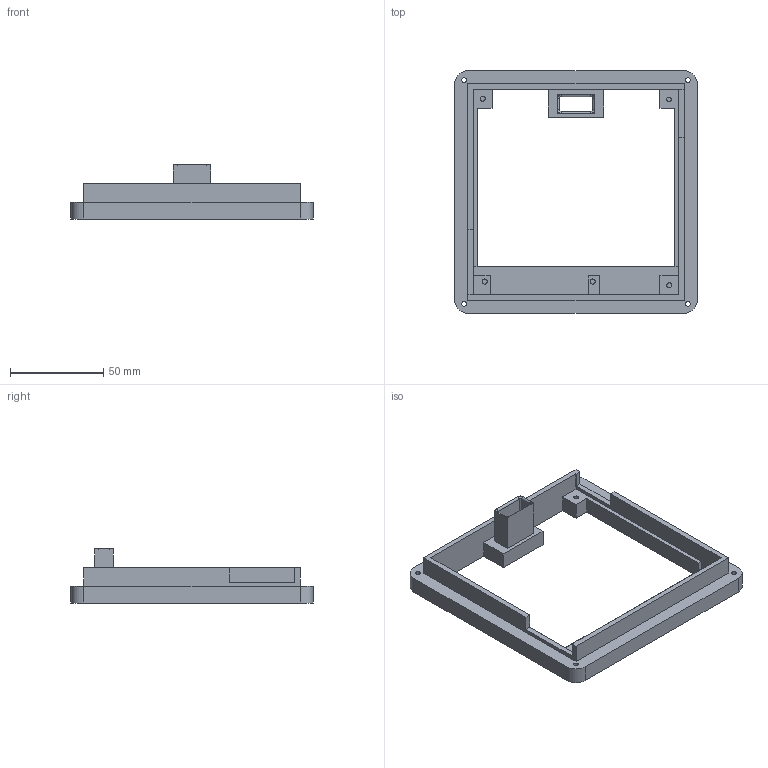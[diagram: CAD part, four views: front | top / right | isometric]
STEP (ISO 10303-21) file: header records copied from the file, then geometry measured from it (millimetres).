
FILE_DESCRIPTION(('HOOPS Exchange Step'),'2;1');
FILE_NAME('temp_export','2025-06-25T13:46:34-04:00',('mobile'),('Shapr3D Limited'),'HOOPS Exchange 2024.8','Shapr3D','Authorized');
FILE_SCHEMA( ('AP242_MANAGED_MODEL_BASED_3D_ENGINEERING_MIM_LF {1 0 10303 442 1 1 4}') );
Length unit declared in the file: millimetre
Products named in the file (1): Bottom Piece
Bounding box: 130 x 130 x 29 mm (x, y, z)
Volume: 70753.8 mm3; surface area: 34913.4 mm2
Topology: 1 solids, 1 shells, 192 faces, 503 edges, 333 vertices
Faces by surface type: plane 149, cylinder 21, bspline 18, torus 4
Full cylindrical faces by diameter (mm): 2.5 x5, 2.7 x2, 2.75 x2
Entity records: 6645 total; most frequent: CARTESIAN_POINT 1896, ORIENTED_EDGE 1006, DIRECTION 878, EDGE_CURVE 503, VECTOR 408, LINE 408, VERTEX_POINT 333, AXIS2_PLACEMENT_3D 235
